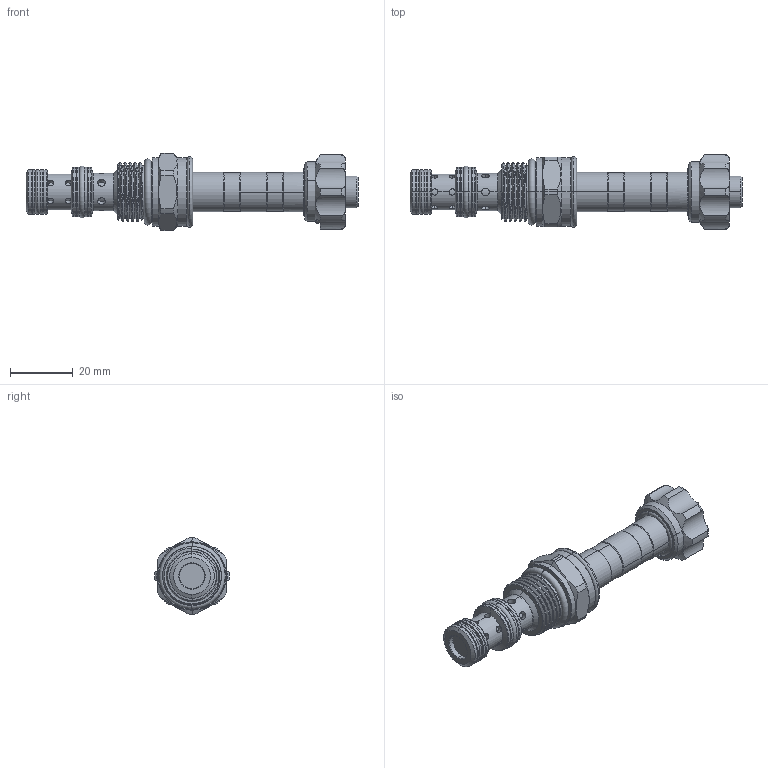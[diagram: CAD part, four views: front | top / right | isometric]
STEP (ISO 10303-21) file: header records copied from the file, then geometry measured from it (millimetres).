
FILE_DESCRIPTION (( 'STEP AP203' ), '1' );
FILE_NAME ('ES08W3A14M04.STEP', '2020-04-09T06:01:44', ( '' ), ( '' ), 'SwSTEP 2.0', 'SolidWorks 2018', '' );
FILE_SCHEMA (( 'CONFIG_CONTROL_DESIGN' ));
Length unit declared in the file: millimetre
Products named in the file (1): ES08W3A14M04
Bounding box: 106.19 x 23.79 x 24.65 mm (x, y, z)
Volume: 21064.7 mm3; surface area: 9258.2 mm2
Topology: 4 solids, 4 shells, 286 faces, 667 edges, 409 vertices
Faces by surface type: cylinder 153, torus 58, cone 39, plane 33, bspline 3
Entity records: 10640 total; most frequent: CARTESIAN_POINT 4134, DIRECTION 1383, ORIENTED_EDGE 1334, EDGE_CURVE 667, AXIS2_PLACEMENT_3D 600, VERTEX_POINT 409, CIRCLE 316, EDGE_LOOP 314
